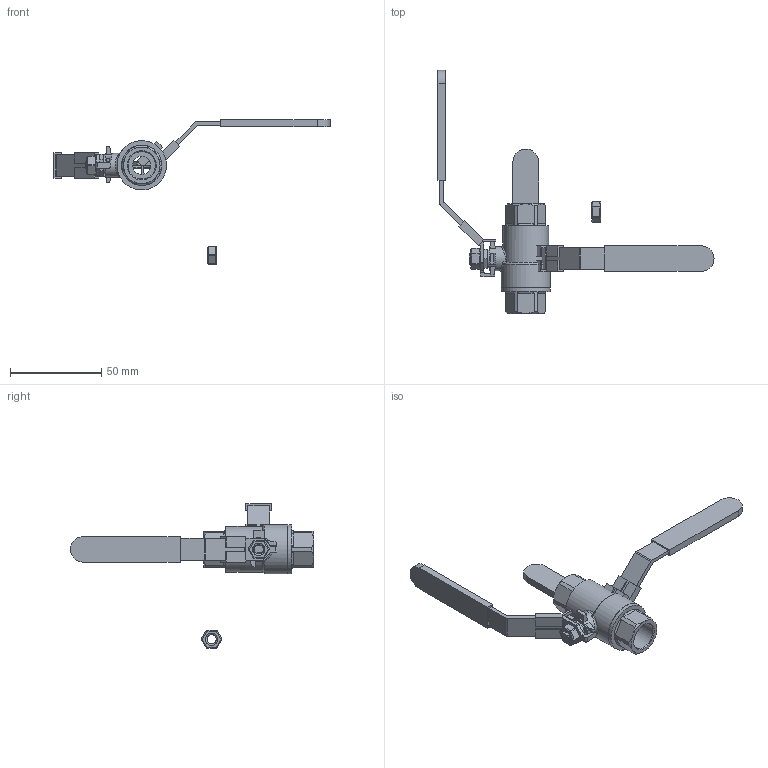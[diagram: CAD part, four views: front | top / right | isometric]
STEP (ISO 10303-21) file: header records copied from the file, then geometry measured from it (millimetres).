
FILE_DESCRIPTION( ( 'Unknown' ), '1' );
FILE_NAME( '8.105.012.stp', 'Unknown', ( 'Unknown' ), ( 'Unknown' ), 'PSStep 13.0', 'Unknown', ' ' );
FILE_SCHEMA( ( 'AUTOMOTIVE_DESIGN { 1 0 10303 214 1 1 1 1 }' ) );
Length unit declared in the file: millimetre
Products named in the file (7): Assem1; Hebel 010-015; Hebel010_015; Ummantelung 010_015; Lasche010_015; DIN934-M6.1.1; 8.105.012
Bounding box: 151 x 133 x 79.2 mm (x, y, z)
Volume: 59437.3 mm3; surface area: 42725.3 mm2
Topology: 13 solids, 13 shells, 487 faces, 1242 edges, 810 vertices
Faces by surface type: plane 312, cylinder 129, cone 38, bspline 8
Full cylindrical faces by diameter (mm): 5 x2, 10 x4, 13 x2, 14.95 x4, 25 x2, 26.5 x2, 27 x4
Entity records: 9054 total; most frequent: CARTESIAN_POINT 2435, ORIENTED_EDGE 1010, DIRECTION 970, EDGE_CURVE 505, VERTEX_POINT 335, AXIS2_PLACEMENT_3D 324, LINE 322, VECTOR 322
